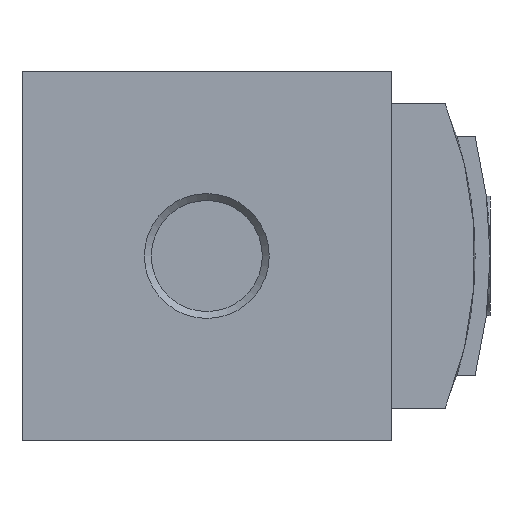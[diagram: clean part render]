
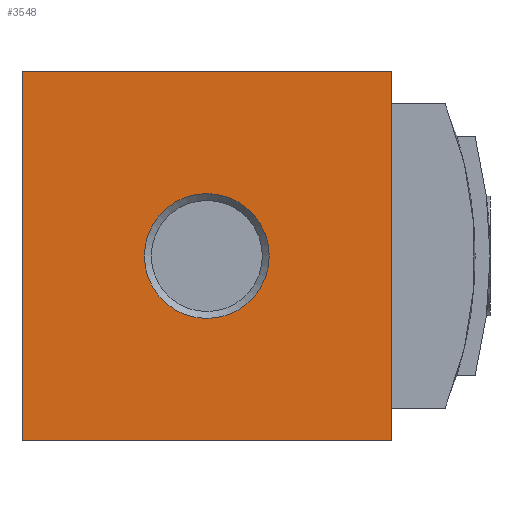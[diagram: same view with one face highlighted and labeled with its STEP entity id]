
A CAD part, front view. The second image highlights one B-rep face of the part: STEP entity #3548.
In plain terms, the highlighted planar face has unit normal (0, -1, 0).
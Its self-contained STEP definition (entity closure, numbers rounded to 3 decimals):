
#122=PLANE('',#3807);
#417=LINE('',#5489,#830);
#425=LINE('',#5504,#838);
#441=LINE('',#5534,#854);
#481=LINE('',#5625,#894);
#830=VECTOR('',#4372,1000.);
#838=VECTOR('',#4382,1000.);
#854=VECTOR('',#4400,1000.);
#894=VECTOR('',#4478,1000.);
#1056=CIRCLE('',#3808,10.478);
#1638=ORIENTED_EDGE('',*,*,#2462,.T.);
#1639=ORIENTED_EDGE('',*,*,#2374,.F.);
#1640=ORIENTED_EDGE('',*,*,#2366,.F.);
#1641=ORIENTED_EDGE('',*,*,#2390,.F.);
#1642=ORIENTED_EDGE('',*,*,#2439,.F.);
#2366=EDGE_CURVE('',#2804,#2805,#417,.T.);
#2374=EDGE_CURVE('',#2805,#2811,#425,.T.);
#2390=EDGE_CURVE('',#2823,#2804,#441,.T.);
#2439=EDGE_CURVE('',#2811,#2823,#481,.T.);
#2462=EDGE_CURVE('',#2869,#2869,#1056,.T.);
#2804=VERTEX_POINT('',#5488);
#2805=VERTEX_POINT('',#5490);
#2811=VERTEX_POINT('',#5505);
#2823=VERTEX_POINT('',#5533);
#2869=VERTEX_POINT('',#5672);
#3058=EDGE_LOOP('',(#1638));
#3059=EDGE_LOOP('',(#1639,#1640,#1641,#1642));
#3289=FACE_BOUND('',#3058,.T.);
#3290=FACE_BOUND('',#3059,.T.);
#3548=ADVANCED_FACE('',(#3289,#3290),#122,.F.);
#3807=AXIS2_PLACEMENT_3D('',#5670,#4526,#4527);
#3808=AXIS2_PLACEMENT_3D('',#5671,#4528,#4529);
#4372=DIRECTION('',(-1.,0.,0.));
#4382=DIRECTION('',(0.,0.,1.));
#4400=DIRECTION('',(0.,0.,-1.));
#4478=DIRECTION('',(1.,0.,0.));
#4526=DIRECTION('',(0.,1.,0.));
#4527=DIRECTION('',(0.,0.,1.));
#4528=DIRECTION('',(0.,1.,0.));
#4529=DIRECTION('',(0.,0.,1.));
#5488=CARTESIAN_POINT('',(31.,-45.,-31.));
#5489=CARTESIAN_POINT('',(31.,-45.,-31.));
#5490=CARTESIAN_POINT('',(-31.,-45.,-31.));
#5504=CARTESIAN_POINT('',(-31.,-45.,-31.));
#5505=CARTESIAN_POINT('',(-31.,-45.,31.));
#5533=CARTESIAN_POINT('',(31.,-45.,31.));
#5534=CARTESIAN_POINT('',(31.,-45.,31.));
#5625=CARTESIAN_POINT('',(-31.,-45.,31.));
#5670=CARTESIAN_POINT('',(0.,-45.,0.));
#5671=CARTESIAN_POINT('',(0.,-45.,0.));
#5672=CARTESIAN_POINT('',(0.,-45.,10.478));
